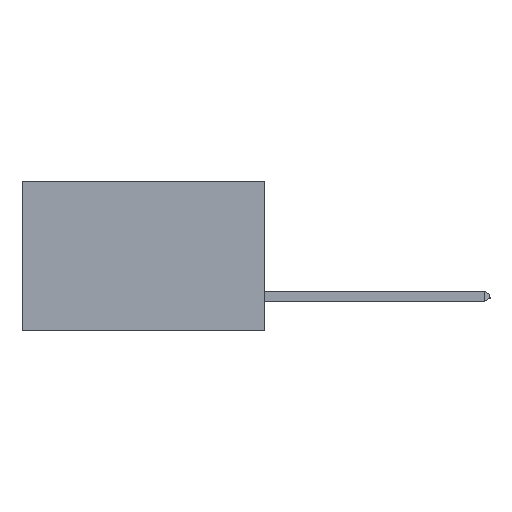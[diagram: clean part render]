
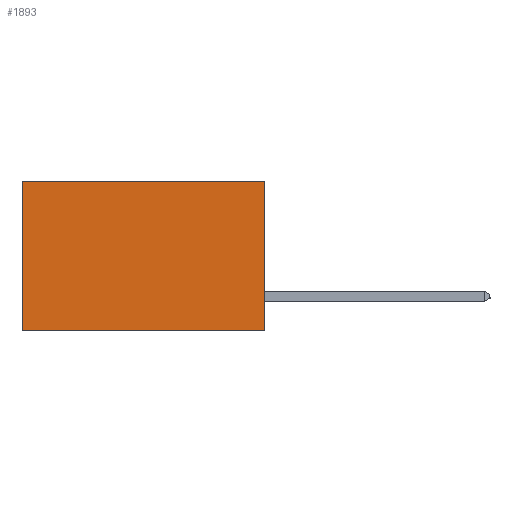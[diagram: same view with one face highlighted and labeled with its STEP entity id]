
A CAD part, left-side view. The second image highlights one B-rep face of the part: STEP entity #1893.
In plain terms, the highlighted planar face has unit normal (-1, 0, 0).
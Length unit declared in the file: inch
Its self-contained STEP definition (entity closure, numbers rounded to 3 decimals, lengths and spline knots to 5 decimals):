
#112 = VERTEX_POINT ( 'NONE', #5145 ) ;
#363 = CARTESIAN_POINT ( 'NONE',  ( 0.298, 0., -0.37 ) ) ;
#386 = LINE ( 'NONE', #2503, #2517 ) ;
#495 = DIRECTION ( 'NONE',  ( 0., 0., -1. ) ) ;
#634 = LINE ( 'NONE', #3339, #6988 ) ;
#640 = EDGE_LOOP ( 'NONE', ( #4940, #5056, #1540, #679 ) ) ;
#676 = LINE ( 'NONE', #9211, #4886 ) ;
#679 = ORIENTED_EDGE ( 'NONE', *, *, #1803, .T. ) ;
#1230 = VERTEX_POINT ( 'NONE', #2635 ) ;
#1540 = ORIENTED_EDGE ( 'NONE', *, *, #3717, .F. ) ;
#1803 = EDGE_CURVE ( 'NONE', #3674, #1230, #8902, .T. ) ;
#1893 = ADVANCED_FACE ( 'NONE', ( #7071 ), #10350, .F. ) ;
#2503 = CARTESIAN_POINT ( 'NONE',  ( 0.298, 0., 0. ) ) ;
#2517 = VECTOR ( 'NONE', #10318, 39.37008 ) ;
#2635 = CARTESIAN_POINT ( 'NONE',  ( 0.298, 0.6, 0. ) ) ;
#2738 = DIRECTION ( 'NONE',  ( 0., 1., 0. ) ) ;
#3339 = CARTESIAN_POINT ( 'NONE',  ( 0.298, 0., -0.37 ) ) ;
#3674 = VERTEX_POINT ( 'NONE', #7998 ) ;
#3717 = EDGE_CURVE ( 'NONE', #3674, #10152, #386, .T. ) ;
#4124 = EDGE_CURVE ( 'NONE', #1230, #112, #676, .T. ) ;
#4886 = VECTOR ( 'NONE', #7027, 39.37008 ) ;
#4940 = ORIENTED_EDGE ( 'NONE', *, *, #4124, .T. ) ;
#5056 = ORIENTED_EDGE ( 'NONE', *, *, #7974, .F. ) ;
#5088 = CARTESIAN_POINT ( 'NONE',  ( 0.298, 0., 0. ) ) ;
#5145 = CARTESIAN_POINT ( 'NONE',  ( 0.298, 0.6, -0.37 ) ) ;
#5183 = DIRECTION ( 'NONE',  ( 0., 1., 0. ) ) ;
#6158 = AXIS2_PLACEMENT_3D ( 'NONE', #10384, #7041, #495 ) ;
#6988 = VECTOR ( 'NONE', #2738, 39.37008 ) ;
#7027 = DIRECTION ( 'NONE',  ( 0., 0., -1. ) ) ;
#7041 = DIRECTION ( 'NONE',  ( 1., 0., 0. ) ) ;
#7071 = FACE_OUTER_BOUND ( 'NONE', #640, .T. ) ;
#7974 = EDGE_CURVE ( 'NONE', #10152, #112, #634, .T. ) ;
#7998 = CARTESIAN_POINT ( 'NONE',  ( 0.298, 0., 0. ) ) ;
#8902 = LINE ( 'NONE', #5088, #10244 ) ;
#9211 = CARTESIAN_POINT ( 'NONE',  ( 0.298, 0.6, 0. ) ) ;
#10152 = VERTEX_POINT ( 'NONE', #363 ) ;
#10244 = VECTOR ( 'NONE', #5183, 39.37008 ) ;
#10318 = DIRECTION ( 'NONE',  ( 0., 0., -1. ) ) ;
#10350 = PLANE ( 'NONE',  #6158 ) ;
#10384 = CARTESIAN_POINT ( 'NONE',  ( 0.298, 0., 0. ) ) ;
